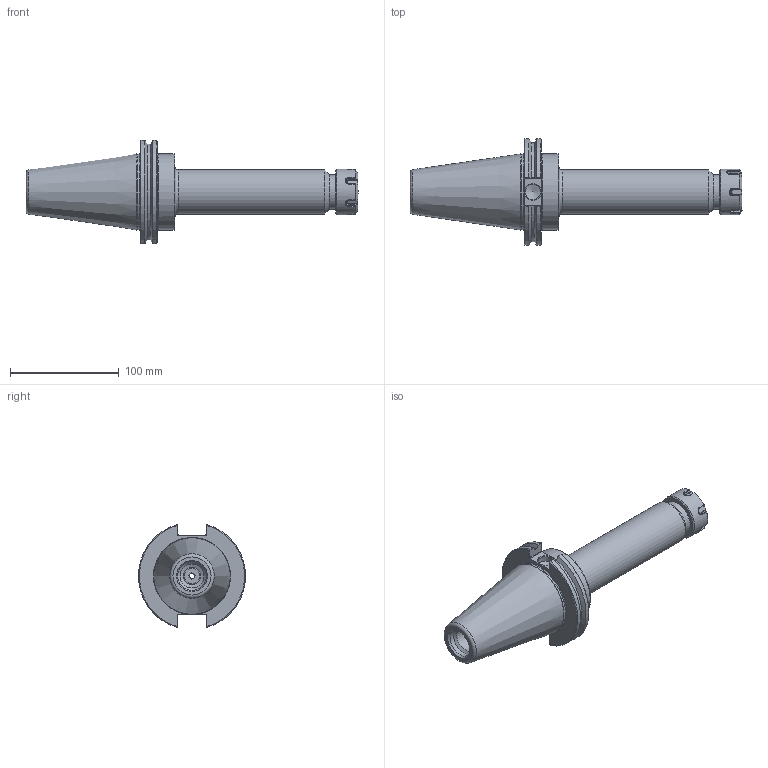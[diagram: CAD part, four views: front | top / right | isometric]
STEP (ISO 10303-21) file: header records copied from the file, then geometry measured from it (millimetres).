
FILE_DESCRIPTION(/* description */ ('ER COLLET CHUCK'),/* implementation_level */ '2;1');
FILE_NAME(/* name */ 'C50-25ERF800.stp',/* time_stamp */ '2017-01-23T11:08:23-05:00',/* author */ ('davhar'),/* organization */ (''),/* preprocessor_version */ 'ST-DEVELOPER v16.1',/* originating_system */ 'Autodesk Inventor 2016',/* authorisation */ '');
FILE_SCHEMA (('AUTOMOTIVE_DESIGN { 1 0 10303 214 3 1 1 }'));
Length unit declared in the file: inch
Products named in the file (4): C50-25ER8-1; 25ERN; BS-11; C50-25ERF800
Assembly tree (3 placements, depth 2):
  C50-25ERF800
    C50-25ER8-1
    25ERN
    BS-11
Bounding box: 304.8 x 98.06 x 94.71 mm (x, y, z)
Volume: 538105.8 mm3; surface area: 84310.6 mm2
Topology: 3 solids, 3 shells, 181 faces, 450 edges, 279 vertices
Faces by surface type: plane 71, cylinder 50, cone 37, torus 17, bspline 6
Full cylindrical faces by diameter (mm): 7.112 x1, 14.3 x1, 15.113 x2, 15.748 x1, 17.297 x1, 18.034 x1, 20.32 x1, 21.971 x1, 26.365 x1, 30.5 x1, 32 x1, 32.88 x1, 40.513 x1, 42 x1, 69.342 x1, 69.85 x1
Entity records: 6223 total; most frequent: CARTESIAN_POINT 2199, ORIENTED_EDGE 794, DIRECTION 766, EDGE_CURVE 397, AXIS2_PLACEMENT_3D 311, VERTEX_POINT 271, EDGE_LOOP 236, FACE_OUTER_BOUND 181
